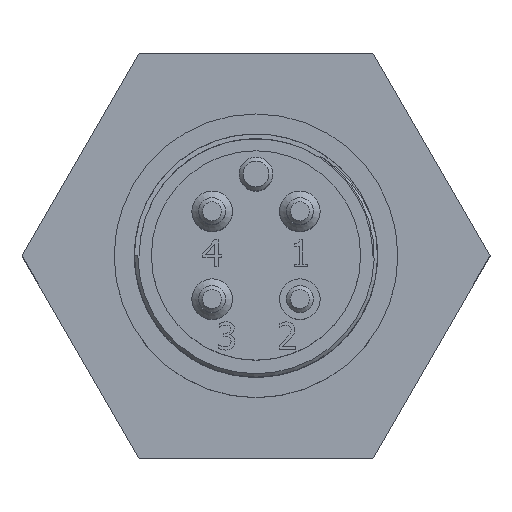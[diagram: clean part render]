
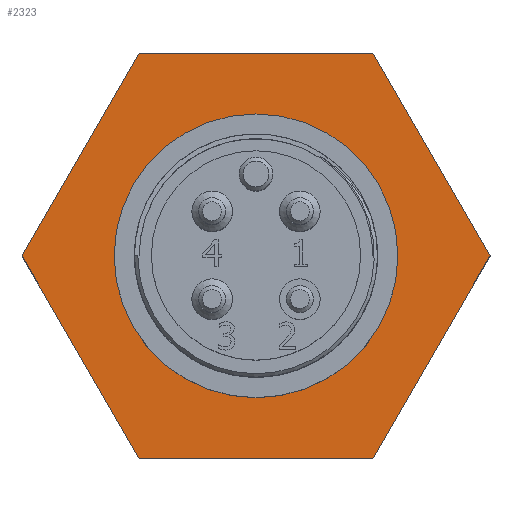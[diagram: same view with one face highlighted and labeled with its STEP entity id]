
A CAD part, top view. The second image highlights one B-rep face of the part: STEP entity #2323.
In plain terms, the highlighted planar face has unit normal (0, 0, 1).
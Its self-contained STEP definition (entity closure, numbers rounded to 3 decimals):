
#112=FACE_BOUND($,#575,.T.);
#160=CIRCLE($,#2473,10.5);
#251=PLANE($,#2476);
#386=FACE_OUTER_BOUND($,#574,.T.);
#574=EDGE_LOOP($,(#2139,#2140,#2141,#2142,#2143,#2144));
#575=EDGE_LOOP($,(#2145));
#737=LINE($,#6136,#914);
#740=LINE($,#6142,#917);
#743=LINE($,#6148,#920);
#746=LINE($,#6154,#923);
#750=LINE($,#6161,#927);
#752=LINE($,#6164,#929);
#914=VECTOR($,#2822,17.321);
#917=VECTOR($,#2827,17.321);
#920=VECTOR($,#2832,17.321);
#923=VECTOR($,#2837,17.321);
#927=VECTOR($,#2843,17.321);
#929=VECTOR($,#2847,17.321);
#1197=VERTEX_POINT($,#6133);
#1198=VERTEX_POINT($,#6135);
#1200=VERTEX_POINT($,#6141);
#1202=VERTEX_POINT($,#6147);
#1204=VERTEX_POINT($,#6153);
#1206=VERTEX_POINT($,#6159);
#1227=VERTEX_POINT($,#6235);
#1496=EDGE_CURVE($,#1198,#1197,#737,.T.);
#1499=EDGE_CURVE($,#1200,#1198,#740,.T.);
#1502=EDGE_CURVE($,#1202,#1200,#743,.T.);
#1505=EDGE_CURVE($,#1204,#1202,#746,.T.);
#1509=EDGE_CURVE($,#1197,#1206,#750,.T.);
#1511=EDGE_CURVE($,#1206,#1204,#752,.T.);
#1533=EDGE_CURVE($,#1227,#1227,#160,.T.);
#2139=ORIENTED_EDGE($,*,*,#1505,.T.);
#2140=ORIENTED_EDGE($,*,*,#1502,.T.);
#2141=ORIENTED_EDGE($,*,*,#1499,.T.);
#2142=ORIENTED_EDGE($,*,*,#1496,.T.);
#2143=ORIENTED_EDGE($,*,*,#1509,.T.);
#2144=ORIENTED_EDGE($,*,*,#1511,.T.);
#2145=ORIENTED_EDGE($,*,*,#1533,.T.);
#2323=ADVANCED_FACE($,(#386,#112),#251,.T.);
#2473=AXIS2_PLACEMENT_3D($,#6236,#2948,#2949);
#2476=AXIS2_PLACEMENT_3D($,#6239,#2954,#2955);
#2822=DIRECTION($,(0.5,-0.866,0.));
#2827=DIRECTION($,(-0.5,-0.866,0.));
#2832=DIRECTION($,(-1.,0.,0.));
#2837=DIRECTION($,(-0.5,0.866,0.));
#2843=DIRECTION($,(1.,0.,0.));
#2847=DIRECTION($,(0.5,0.866,0.));
#2948=DIRECTION('center_axis',(0.,0.,-1.));
#2949=DIRECTION('ref_axis',(-1.,0.,0.));
#2954=DIRECTION('center_axis',(0.,0.,1.));
#2955=DIRECTION('ref_axis',(1.,0.,0.));
#6133=CARTESIAN_POINT('',(-8.66,-15.,3.95));
#6135=CARTESIAN_POINT('',(-17.321,0.,3.95));
#6136=CARTESIAN_POINT($,(-15.155,-3.75,3.95));
#6141=CARTESIAN_POINT('',(-8.66,15.,3.95));
#6142=CARTESIAN_POINT($,(-10.825,11.25,3.95));
#6147=CARTESIAN_POINT('',(8.66,15.,3.95));
#6148=CARTESIAN_POINT($,(4.33,15.,3.95));
#6153=CARTESIAN_POINT('',(17.321,0.,3.95));
#6154=CARTESIAN_POINT($,(15.155,3.75,3.95));
#6159=CARTESIAN_POINT('',(8.66,-15.,3.95));
#6161=CARTESIAN_POINT($,(-4.33,-15.,3.95));
#6164=CARTESIAN_POINT($,(10.825,-11.25,3.95));
#6235=CARTESIAN_POINT('',(10.5,0.,3.95));
#6236=CARTESIAN_POINT('Origin',(0.,0.,3.95));
#6239=CARTESIAN_POINT('Origin',(0.,0.,
3.95));
